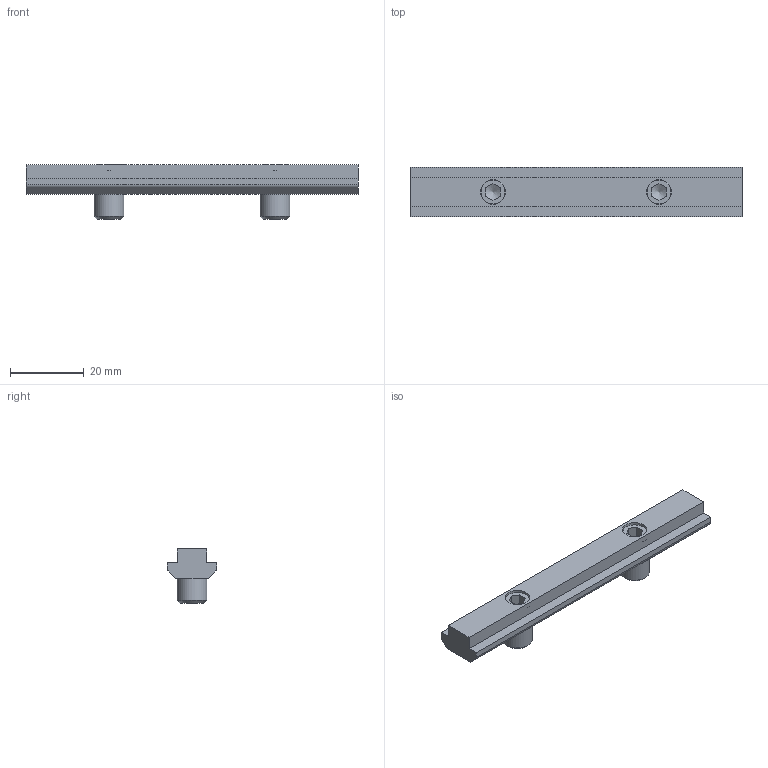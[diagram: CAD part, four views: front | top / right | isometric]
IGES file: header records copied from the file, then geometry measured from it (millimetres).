
Global section: file name: 321308.stp.ipt; native system: Autodesk Inventor 2014; preprocessor: unknown; author: zeman; date: 20151020.095927; units: millimetre
Bounding box: 90 x 13.5 x 14.7 mm (x, y, z)
Volume: 8080 mm3; surface area: 4982.3 mm2
Topology: 3 solids, 3 shells, 40 faces, 98 edges, 64 vertices
Faces by surface type: plane 28, cylinder 4, cone 4, revolution 2, bspline 2
Full cylindrical faces by diameter (mm): 8 x2
